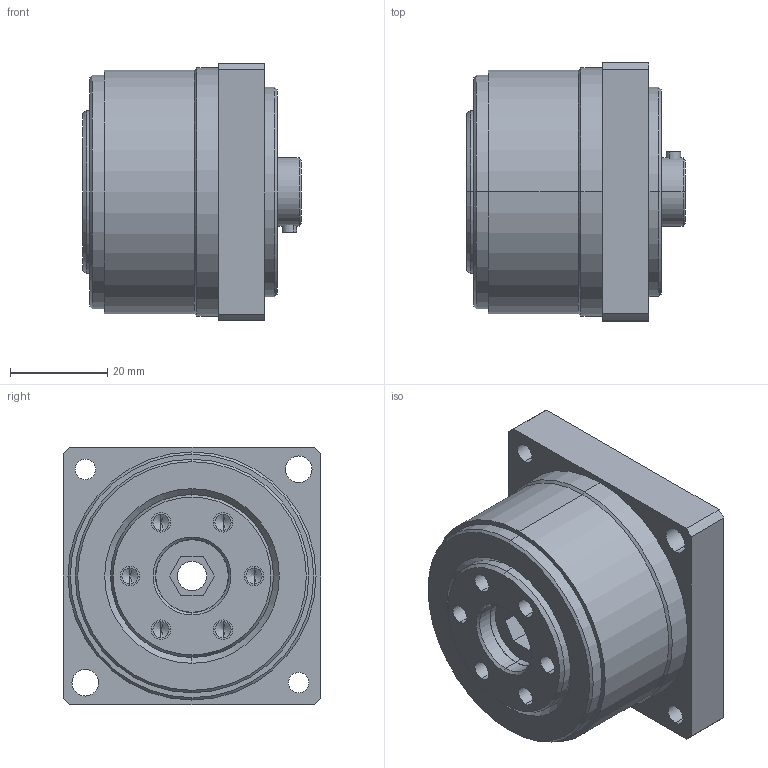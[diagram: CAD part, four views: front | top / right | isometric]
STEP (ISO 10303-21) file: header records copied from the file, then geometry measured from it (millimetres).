
FILE_DESCRIPTION (( 'STEP AP214' ), '1' );
FILE_NAME ('CSF-14-XXX-2XH-F.STEP', '2016-07-21T18:00:23', ( '' ), ( '' ), 'SwSTEP 2.0', 'SolidWorks 2015', '' );
FILE_SCHEMA (( 'AUTOMOTIVE_DESIGN' ));
Length unit declared in the file: millimetre
Products named in the file (1): CSF-14-XXX-2XH-F
Bounding box: 45 x 53 x 53 mm (x, y, z)
Volume: 66907.4 mm3; surface area: 30818.6 mm2
Topology: 6 solids, 6 shells, 239 faces, 526 edges, 318 vertices
Faces by surface type: cylinder 112, plane 63, cone 52, torus 8, bspline 4
Entity records: 9412 total; most frequent: CARTESIAN_POINT 1306, DIRECTION 1228, ORIENTED_EDGE 1020, EDGE_CURVE 510, AXIS2_PLACEMENT_3D 498, VERTEX_POINT 318, EDGE_LOOP 294, CIRCLE 262
